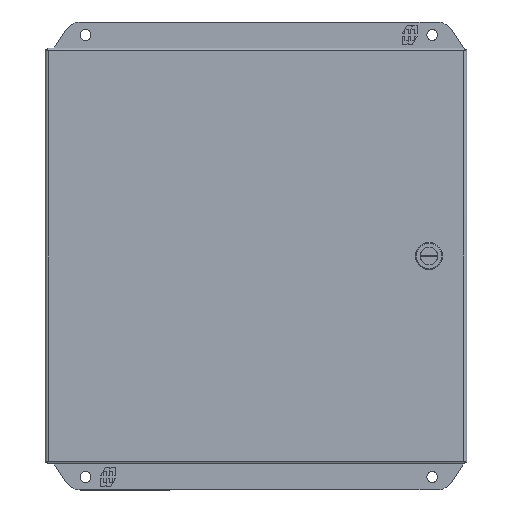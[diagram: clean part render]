
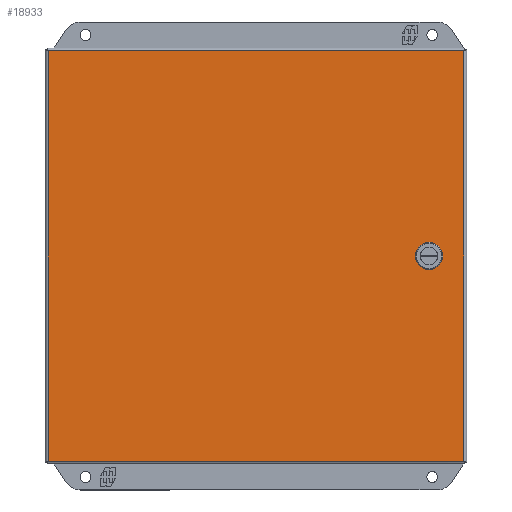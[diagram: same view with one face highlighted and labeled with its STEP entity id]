
A CAD part, front view. The second image highlights one B-rep face of the part: STEP entity #18933.
In plain terms, the highlighted planar face has unit normal (0, -1, 0).
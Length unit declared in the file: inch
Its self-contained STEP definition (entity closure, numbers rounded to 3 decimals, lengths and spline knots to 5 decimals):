
#431 = LINE ( 'NONE', #546, #3813 ) ;
#445 = FACE_OUTER_BOUND ( 'NONE', #20398, .T. ) ;
#546 = CARTESIAN_POINT ( 'NONE',  ( 4.83109, -6.61133, -0.331 ) ) ;
#827 = AXIS2_PLACEMENT_3D ( 'NONE', #7784, #9713, #15147 ) ;
#1219 = ORIENTED_EDGE ( 'NONE', *, *, #7062, .T. ) ;
#1256 = LINE ( 'NONE', #21397, #2985 ) ;
#1532 = CARTESIAN_POINT ( 'NONE',  ( 5.91268, -6.61133, -5.914 ) ) ;
#1655 = LINE ( 'NONE', #17936, #22354 ) ;
#2269 = CARTESIAN_POINT ( 'NONE',  ( 4.57568, -6.61133, 0.07559 ) ) ;
#2985 = VECTOR ( 'NONE', #15962, 39.37008 ) ;
#3040 = VERTEX_POINT ( 'NONE', #22266 ) ;
#3085 = DIRECTION ( 'NONE',  ( 0., 0., 1. ) ) ;
#3227 = DIRECTION ( 'NONE',  ( 0., 0., -1. ) ) ;
#3358 = EDGE_CURVE ( 'NONE', #17650, #10766, #19731, .T. ) ;
#3512 = EDGE_CURVE ( 'NONE', #19644, #21903, #16821, .T. ) ;
#3813 = VECTOR ( 'NONE', #15007, 39.37008 ) ;
#5298 = CARTESIAN_POINT ( 'NONE',  ( 5.23768, -6.61133, -0.07559 ) ) ;
#5887 = CARTESIAN_POINT ( 'NONE',  ( 4.98226, -6.61133, -0.331 ) ) ;
#5915 = VERTEX_POINT ( 'NONE', #23075 ) ;
#7062 = EDGE_CURVE ( 'NONE', #22449, #10554, #1655, .T. ) ;
#7639 = CARTESIAN_POINT ( 'NONE',  ( 4.57568, -6.61133, -0.07559 ) ) ;
#7682 = DIRECTION ( 'NONE',  ( -0.707, 0., -0.707 ) ) ;
#7784 = CARTESIAN_POINT ( 'NONE',  ( -6.07332, -6.61133, -5.914 ) ) ;
#8564 = VECTOR ( 'NONE', #18538, 39.37008 ) ;
#9157 = EDGE_CURVE ( 'NONE', #18129, #19644, #23843, .T. ) ;
#9713 = DIRECTION ( 'NONE',  ( 0., -1., 0. ) ) ;
#9959 = ORIENTED_EDGE ( 'NONE', *, *, #17500, .F. ) ;
#10258 = CARTESIAN_POINT ( 'NONE',  ( 4.83109, -6.61133, 0.331 ) ) ;
#10554 = VERTEX_POINT ( 'NONE', #14338 ) ;
#10766 = VERTEX_POINT ( 'NONE', #14757 ) ;
#10808 = CARTESIAN_POINT ( 'NONE',  ( 4.57568, -6.61133, -0.07559 ) ) ;
#11396 = ORIENTED_EDGE ( 'NONE', *, *, #19587, .T. ) ;
#11721 = VECTOR ( 'NONE', #21828, 39.37008 ) ;
#12048 = EDGE_CURVE ( 'NONE', #17383, #21339, #15028, .T. ) ;
#12263 = DIRECTION ( 'NONE',  ( -1., 0., 0. ) ) ;
#12552 = EDGE_CURVE ( 'NONE', #17678, #17383, #21777, .T. ) ;
#13218 = FACE_BOUND ( 'NONE', #22134, .T. ) ;
#13312 = VECTOR ( 'NONE', #12263, 39.37008 ) ;
#13697 = EDGE_CURVE ( 'NONE', #21903, #17678, #431, .T. ) ;
#13715 = DIRECTION ( 'NONE',  ( -1., 0., 0. ) ) ;
#13946 = CARTESIAN_POINT ( 'NONE',  ( -6.07332, -6.61133, 5.914 ) ) ;
#14002 = CARTESIAN_POINT ( 'NONE',  ( -6.07332, -6.61133, 5.914 ) ) ;
#14069 = LINE ( 'NONE', #22751, #18313 ) ;
#14338 = CARTESIAN_POINT ( 'NONE',  ( -6.07332, -6.61133, -5.914 ) ) ;
#14467 = LINE ( 'NONE', #18332, #11721 ) ;
#14757 = CARTESIAN_POINT ( 'NONE',  ( 5.91268, -6.61133, 5.914 ) ) ;
#14955 = ORIENTED_EDGE ( 'NONE', *, *, #12048, .F. ) ;
#15001 = DIRECTION ( 'NONE',  ( 0., 0., -1. ) ) ;
#15007 = DIRECTION ( 'NONE',  ( 0.707, 0., -0.707 ) ) ;
#15018 = CARTESIAN_POINT ( 'NONE',  ( 4.83109, -6.61133, -0.331 ) ) ;
#15028 = LINE ( 'NONE', #22379, #8564 ) ;
#15147 = DIRECTION ( 'NONE',  ( 0., 0., -1. ) ) ;
#15167 = ORIENTED_EDGE ( 'NONE', *, *, #3358, .T. ) ;
#15172 = ORIENTED_EDGE ( 'NONE', *, *, #13697, .F. ) ;
#15320 = VECTOR ( 'NONE', #23808, 39.37008 ) ;
#15366 = CARTESIAN_POINT ( 'NONE',  ( -6.07332, -6.61133, -5.914 ) ) ;
#15487 = ORIENTED_EDGE ( 'NONE', *, *, #12552, .F. ) ;
#15873 = LINE ( 'NONE', #13946, #13312 ) ;
#15962 = DIRECTION ( 'NONE',  ( 0., 0., 1. ) ) ;
#16223 = VECTOR ( 'NONE', #3085, 39.37008 ) ;
#16821 = LINE ( 'NONE', #7639, #20463 ) ;
#17142 = ORIENTED_EDGE ( 'NONE', *, *, #18293, .F. ) ;
#17293 = CARTESIAN_POINT ( 'NONE',  ( 4.57568, -6.61133, 0.07559 ) ) ;
#17383 = VERTEX_POINT ( 'NONE', #5887 ) ;
#17500 = EDGE_CURVE ( 'NONE', #3040, #18129, #14069, .T. ) ;
#17549 = EDGE_CURVE ( 'NONE', #10766, #22449, #15873, .T. ) ;
#17650 = VERTEX_POINT ( 'NONE', #1532 ) ;
#17678 = VERTEX_POINT ( 'NONE', #15018 ) ;
#17772 = ORIENTED_EDGE ( 'NONE', *, *, #17549, .T. ) ;
#17936 = CARTESIAN_POINT ( 'NONE',  ( -6.07332, -6.61133, -5.914 ) ) ;
#18129 = VERTEX_POINT ( 'NONE', #10258 ) ;
#18293 = EDGE_CURVE ( 'NONE', #5915, #3040, #14467, .T. ) ;
#18313 = VECTOR ( 'NONE', #13715, 39.37008 ) ;
#18332 = CARTESIAN_POINT ( 'NONE',  ( 4.98226, -6.61133, 0.331 ) ) ;
#18538 = DIRECTION ( 'NONE',  ( 0.707, 0., 0.707 ) ) ;
#18895 = PLANE ( 'NONE',  #827 ) ;
#18933 = ADVANCED_FACE ( 'NONE', ( #13218, #445 ), #18895, .T. ) ;
#19383 = VECTOR ( 'NONE', #7682, 39.37008 ) ;
#19467 = DIRECTION ( 'NONE',  ( 1., 0., 0. ) ) ;
#19587 = EDGE_CURVE ( 'NONE', #10554, #17650, #21041, .T. ) ;
#19644 = VERTEX_POINT ( 'NONE', #17293 ) ;
#19674 = VECTOR ( 'NONE', #19467, 39.37008 ) ;
#19731 = LINE ( 'NONE', #21774, #16223 ) ;
#20398 = EDGE_LOOP ( 'NONE', ( #15167, #17772, #1219, #11396 ) ) ;
#20463 = VECTOR ( 'NONE', #15001, 39.37008 ) ;
#21041 = LINE ( 'NONE', #15366, #19674 ) ;
#21178 = ORIENTED_EDGE ( 'NONE', *, *, #22149, .F. ) ;
#21339 = VERTEX_POINT ( 'NONE', #5298 ) ;
#21397 = CARTESIAN_POINT ( 'NONE',  ( 5.23768, -6.61133, 0.07559 ) ) ;
#21774 = CARTESIAN_POINT ( 'NONE',  ( 5.91268, -6.61133, -5.914 ) ) ;
#21777 = LINE ( 'NONE', #23564, #15320 ) ;
#21828 = DIRECTION ( 'NONE',  ( -0.707, 0., 0.707 ) ) ;
#21903 = VERTEX_POINT ( 'NONE', #10808 ) ;
#22134 = EDGE_LOOP ( 'NONE', ( #15487, #15172, #23069, #22498, #9959, #17142, #21178, #14955 ) ) ;
#22149 = EDGE_CURVE ( 'NONE', #21339, #5915, #1256, .T. ) ;
#22266 = CARTESIAN_POINT ( 'NONE',  ( 4.98226, -6.61133, 0.331 ) ) ;
#22354 = VECTOR ( 'NONE', #3227, 39.37008 ) ;
#22379 = CARTESIAN_POINT ( 'NONE',  ( 5.23768, -6.61133, -0.07559 ) ) ;
#22449 = VERTEX_POINT ( 'NONE', #14002 ) ;
#22498 = ORIENTED_EDGE ( 'NONE', *, *, #9157, .F. ) ;
#22751 = CARTESIAN_POINT ( 'NONE',  ( 4.83109, -6.61133, 0.331 ) ) ;
#23069 = ORIENTED_EDGE ( 'NONE', *, *, #3512, .F. ) ;
#23075 = CARTESIAN_POINT ( 'NONE',  ( 5.23768, -6.61133, 0.07559 ) ) ;
#23564 = CARTESIAN_POINT ( 'NONE',  ( 4.98226, -6.61133, -0.331 ) ) ;
#23808 = DIRECTION ( 'NONE',  ( 1., 0., 0. ) ) ;
#23843 = LINE ( 'NONE', #2269, #19383 ) ;
